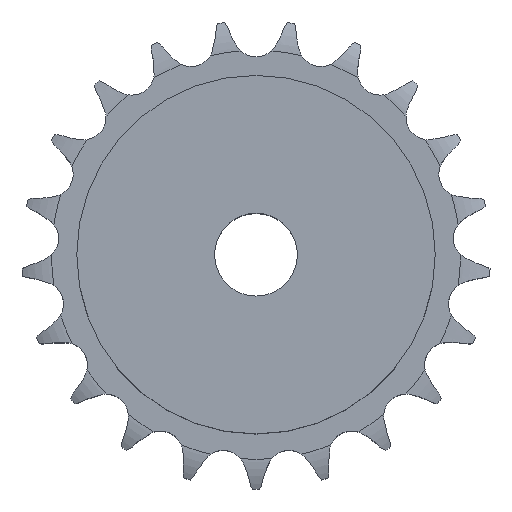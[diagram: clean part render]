
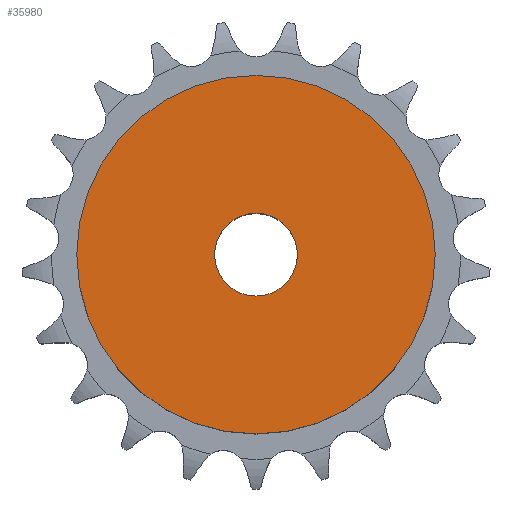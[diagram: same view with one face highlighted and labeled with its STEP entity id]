
A CAD part, top view. The second image highlights one B-rep face of the part: STEP entity #35980.
In plain terms, the highlighted planar face has unit normal (0, 0, 1).
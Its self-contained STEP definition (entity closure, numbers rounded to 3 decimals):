
#19188 = CYLINDRICAL_SURFACE('',#19189,6.);
#19189 = AXIS2_PLACEMENT_3D('',#19190,#19191,#19192);
#19190 = CARTESIAN_POINT('',(0.,0.,109.47));
#19191 = DIRECTION('',(0.,0.,1.));
#19192 = DIRECTION('',(1.,0.,0.));
#24613 = EDGE_CURVE('',#24614,#24614,#24616,.T.);
#24614 = VERTEX_POINT('',#24615);
#24615 = CARTESIAN_POINT('',(6.,0.,30.));
#24616 = SURFACE_CURVE('',#24617,(#24622,#24629),.PCURVE_S1.);
#24617 = CIRCLE('',#24618,6.);
#24618 = AXIS2_PLACEMENT_3D('',#24619,#24620,#24621);
#24619 = CARTESIAN_POINT('',(0.,0.,30.));
#24620 = DIRECTION('',(0.,0.,1.));
#24621 = DIRECTION('',(1.,0.,0.));
#24622 = PCURVE('',#19188,#24623);
#24623 = DEFINITIONAL_REPRESENTATION('',(#24624),#24628);
#24624 = LINE('',#24625,#24626);
#24625 = CARTESIAN_POINT('',(0.,-79.47));
#24626 = VECTOR('',#24627,1.);
#24627 = DIRECTION('',(1.,0.));
#24628 = ( GEOMETRIC_REPRESENTATION_CONTEXT(2) 
PARAMETRIC_REPRESENTATION_CONTEXT() REPRESENTATION_CONTEXT('2D SPACE',''
  ) );
#24629 = PCURVE('',#24630,#24635);
#24630 = PLANE('',#24631);
#24631 = AXIS2_PLACEMENT_3D('',#24632,#24633,#24634);
#24632 = CARTESIAN_POINT('',(0.,0.,30.)
  );
#24633 = DIRECTION('',(0.,0.,1.));
#24634 = DIRECTION('',(1.,0.,0.));
#24635 = DEFINITIONAL_REPRESENTATION('',(#24636),#24640);
#24636 = CIRCLE('',#24637,6.);
#24637 = AXIS2_PLACEMENT_2D('',#24638,#24639);
#24638 = CARTESIAN_POINT('',(0.,0.));
#24639 = DIRECTION('',(1.,0.));
#24640 = ( GEOMETRIC_REPRESENTATION_CONTEXT(2) 
PARAMETRIC_REPRESENTATION_CONTEXT() REPRESENTATION_CONTEXT('2D SPACE',''
  ) );
#35980 = ADVANCED_FACE('',(#35981,#36012),#24630,.T.);
#35981 = FACE_BOUND('',#35982,.T.);
#35982 = EDGE_LOOP('',(#35983));
#35983 = ORIENTED_EDGE('',*,*,#35984,.T.);
#35984 = EDGE_CURVE('',#35985,#35985,#35987,.T.);
#35985 = VERTEX_POINT('',#35986);
#35986 = CARTESIAN_POINT('',(26.,0.,30.));
#35987 = SURFACE_CURVE('',#35988,(#35993,#36000),.PCURVE_S1.);
#35988 = CIRCLE('',#35989,26.);
#35989 = AXIS2_PLACEMENT_3D('',#35990,#35991,#35992);
#35990 = CARTESIAN_POINT('',(0.,0.,30.));
#35991 = DIRECTION('',(0.,0.,1.));
#35992 = DIRECTION('',(1.,0.,0.));
#35993 = PCURVE('',#24630,#35994);
#35994 = DEFINITIONAL_REPRESENTATION('',(#35995),#35999);
#35995 = CIRCLE('',#35996,26.);
#35996 = AXIS2_PLACEMENT_2D('',#35997,#35998);
#35997 = CARTESIAN_POINT('',(0.,0.));
#35998 = DIRECTION('',(1.,0.));
#35999 = ( GEOMETRIC_REPRESENTATION_CONTEXT(2) 
PARAMETRIC_REPRESENTATION_CONTEXT() REPRESENTATION_CONTEXT('2D SPACE',''
  ) );
#36000 = PCURVE('',#36001,#36006);
#36001 = CYLINDRICAL_SURFACE('',#36002,26.);
#36002 = AXIS2_PLACEMENT_3D('',#36003,#36004,#36005);
#36003 = CARTESIAN_POINT('',(0.,0.,0.));
#36004 = DIRECTION('',(-0.,-0.,-1.));
#36005 = DIRECTION('',(1.,0.,0.));
#36006 = DEFINITIONAL_REPRESENTATION('',(#36007),#36011);
#36007 = LINE('',#36008,#36009);
#36008 = CARTESIAN_POINT('',(-0.,-30.));
#36009 = VECTOR('',#36010,1.);
#36010 = DIRECTION('',(-1.,0.));
#36011 = ( GEOMETRIC_REPRESENTATION_CONTEXT(2) 
PARAMETRIC_REPRESENTATION_CONTEXT() REPRESENTATION_CONTEXT('2D SPACE',''
  ) );
#36012 = FACE_BOUND('',#36013,.T.);
#36013 = EDGE_LOOP('',(#36014));
#36014 = ORIENTED_EDGE('',*,*,#24613,.F.);
